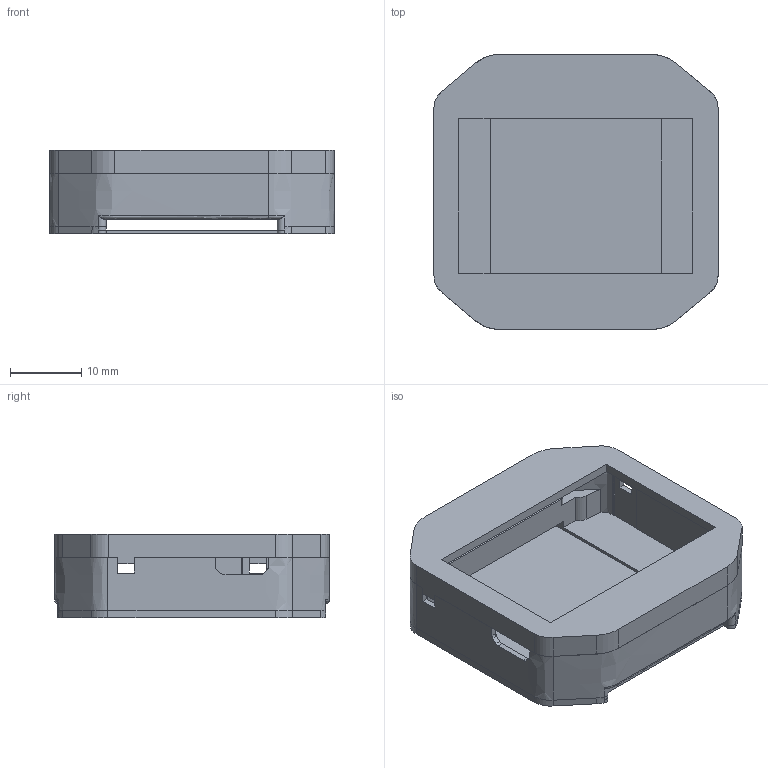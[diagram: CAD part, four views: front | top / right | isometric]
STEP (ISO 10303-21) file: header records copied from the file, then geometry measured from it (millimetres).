
FILE_DESCRIPTION(/* description */ (''),/* implementation_level */ '2;1');
FILE_NAME(/* name */ '上下壳.stp',/* time_stamp */ '2020-05-07T22:59:31+08:00',/* author */ (''),/* organization */ (''),/* preprocessor_version */ 'ST-DEVELOPER v16.7',/* originating_system */ 'SIEMENS PLM Software NX 12.0',/* authorisation */ '');
FILE_SCHEMA (('AP203_CONFIGURATION_CONTROLLED_3D_DESIGN_OF_MECHANICAL_PARTS_AND_ASSEMBLIES_MIM_LF { 1 0 10303 403 2 1 2}'));
Length unit declared in the file: millimetre
Products named in the file (1): www13EF4696Byuy8
Bounding box: 39.8 x 38.52 x 11.76 mm (x, y, z)
Volume: 3784.6 mm3; surface area: 7674.1 mm2
Topology: 2 solids, 2 shells, 177 faces, 519 edges, 343 vertices
Faces by surface type: plane 112, cylinder 51, bspline 8, extrusion 6
Entity records: 6970 total; most frequent: CARTESIAN_POINT 2235, ORIENTED_EDGE 1038, DIRECTION 865, EDGE_CURVE 519, VECTOR 373, LINE 367, VERTEX_POINT 343, AXIS2_PLACEMENT_3D 246
